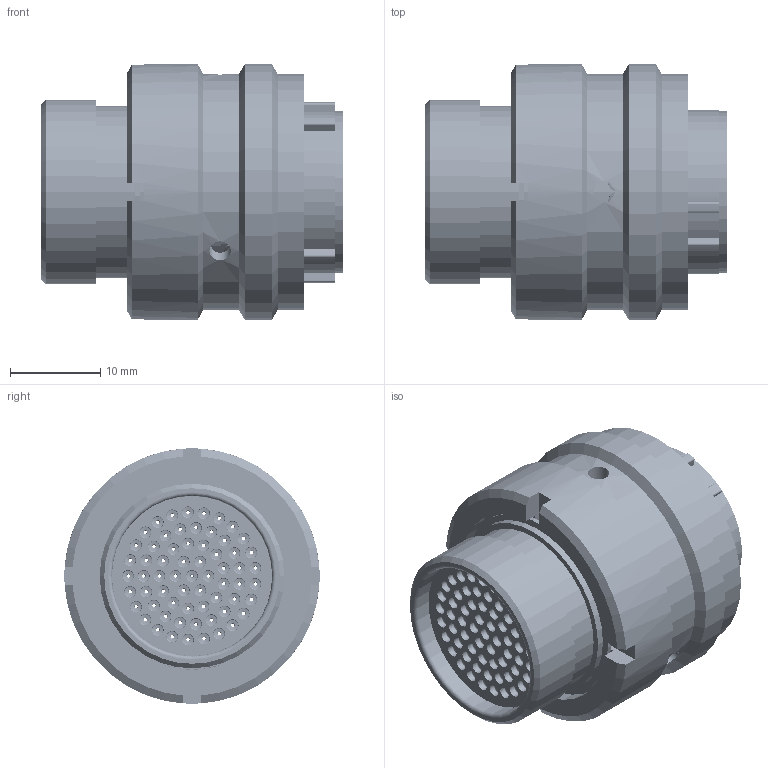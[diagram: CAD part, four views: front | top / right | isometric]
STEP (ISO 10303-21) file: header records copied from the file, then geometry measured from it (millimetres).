
FILE_DESCRIPTION (( 'STEP AP214' ), '1' );
FILE_NAME ('ASDD614-64SB.STEP', '2014-05-16T08:22:46', ( 'TE Connectivity' ), ( 'TE Connectivity' ), 'SwSTEP 2.0', 'SolidWorks 2011', '' );
FILE_SCHEMA (( 'AUTOMOTIVE_DESIGN' ));
Length unit declared in the file: millimetre
Products named in the file (1): ASDD614-64SB
Bounding box: 33.37 x 28.3 x 28.3 mm (x, y, z)
Volume: 10595.2 mm3; surface area: 21368.8 mm2
Topology: 8 solids, 8 shells, 2630 faces, 6122 edges, 3648 vertices
Faces by surface type: cylinder 1124, torus 650, plane 443, cone 396, bspline 15, sphere 2
Entity records: 110739 total; most frequent: CARTESIAN_POINT 20269, DIRECTION 13964, ORIENTED_EDGE 12232, EDGE_CURVE 6116, AXIS2_PLACEMENT_3D 6107, VERTEX_POINT 3644, CIRCLE 3491, EDGE_LOOP 3170
